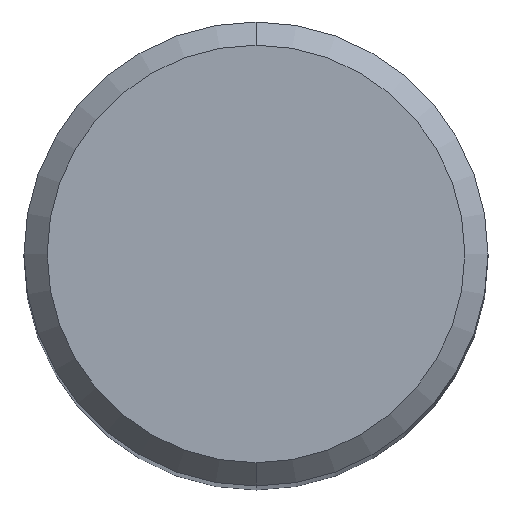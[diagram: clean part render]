
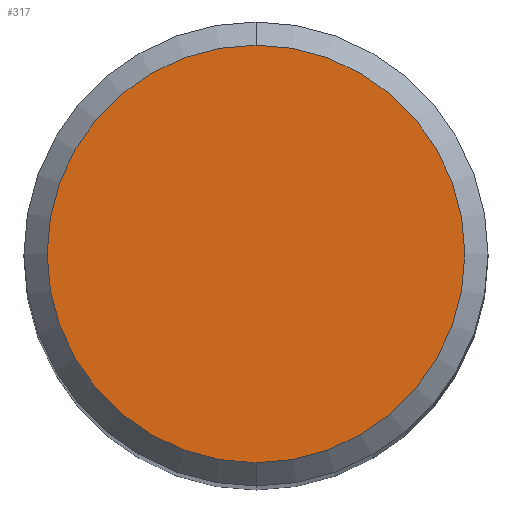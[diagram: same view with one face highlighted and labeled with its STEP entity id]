
A CAD part, top view. The second image highlights one B-rep face of the part: STEP entity #317.
In plain terms, the highlighted planar face has unit normal (0, 0, 1).
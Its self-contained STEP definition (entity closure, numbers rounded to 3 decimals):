
#231=EDGE_CURVE('',#335,#333,#543,.T.);
#255=EDGE_CURVE('',#333,#335,#570,.T.);
#317=ADVANCED_FACE('',(#641),#642,.T.);
#333=VERTEX_POINT('',#658);
#335=VERTEX_POINT('',#660);
#543=CIRCLE('',#975,3.6);
#570=CIRCLE('',#1020,3.6);
#641=FACE_OUTER_BOUND('',#1145,.T.);
#642=PLANE('',#1146);
#658=CARTESIAN_POINT('',(0.0,3.6,0.0));
#660=CARTESIAN_POINT('',(0.,-3.6,0.0));
#975=AXIS2_PLACEMENT_3D('',#1532,#1533,#1534);
#1020=AXIS2_PLACEMENT_3D('',#1563,#1564,#1565);
#1145=EDGE_LOOP('',(#1664,#1665));
#1146=AXIS2_PLACEMENT_3D('',#1666,#1667,#1668);
#1532=CARTESIAN_POINT('',(0.0,0.0,0.0));
#1533=DIRECTION('',(0.0,0.0,-1.0));
#1534=DIRECTION('',(0.0,1.0,0.0));
#1563=CARTESIAN_POINT('',(0.0,0.0,0.0));
#1564=DIRECTION('',(0.0,0.0,-1.0));
#1565=DIRECTION('',(0.0,1.0,0.0));
#1664=ORIENTED_EDGE('',*,*,#255,.F.);
#1665=ORIENTED_EDGE('',*,*,#231,.F.);
#1666=CARTESIAN_POINT('',(0.0,1.8,0.0));
#1667=DIRECTION('',(-0.0,0.0,1.0));
#1668=DIRECTION('',(0.0,-1.0,0.0));
